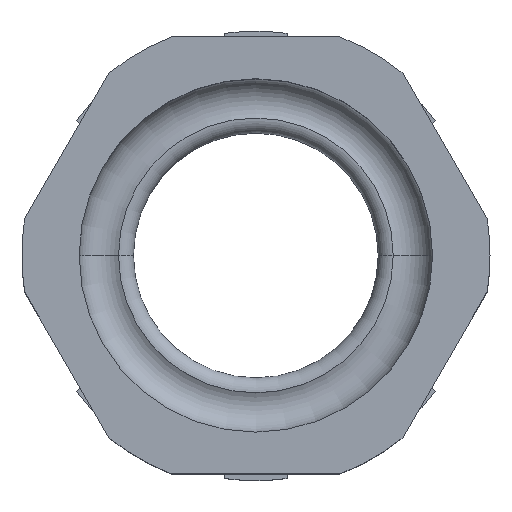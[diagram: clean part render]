
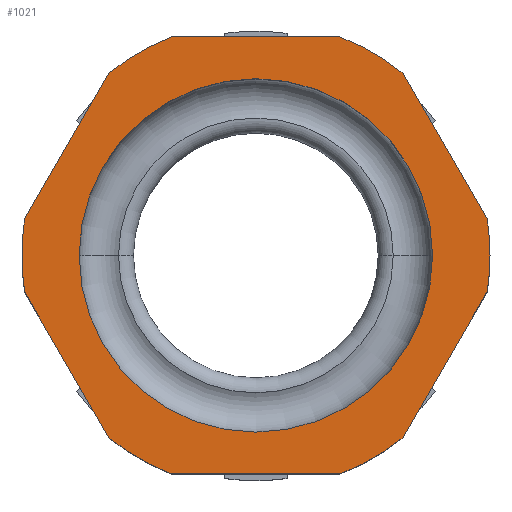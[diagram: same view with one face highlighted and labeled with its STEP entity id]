
A CAD part, top view. The second image highlights one B-rep face of the part: STEP entity #1021.
In plain terms, the highlighted planar face has unit normal (0, 0, 1).
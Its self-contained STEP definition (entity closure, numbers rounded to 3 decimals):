
#12 = VECTOR ( 'NONE', #557, 1000. ) ;
#26 = VECTOR ( 'NONE', #548, 1000. ) ;
#42 = VECTOR ( 'NONE', #566, 1000. ) ;
#131 = VECTOR ( 'NONE', #539, 1000. ) ;
#144 = AXIS2_PLACEMENT_3D ( 'NONE', #2291, #2657, #2656 ) ;
#145 = AXIS2_PLACEMENT_3D ( 'NONE', #1621, #1622, #1623 ) ;
#326 = AXIS2_PLACEMENT_3D ( 'NONE', #2446, #2445, #2444 ) ;
#333 = FACE_BOUND ( 'NONE', #800, .T. ) ;
#336 = VECTOR ( 'NONE', #572, 1000. ) ;
#341 = FACE_OUTER_BOUND ( 'NONE', #801, .T. ) ;
#387 = EDGE_CURVE ( 'NONE', #892, #1361, #2347, .T. ) ;
#388 = EDGE_CURVE ( 'NONE', #1359, #1360, #2346, .T. ) ;
#389 = EDGE_CURVE ( 'NONE', #1357, #1358, #2345, .T. ) ;
#390 = EDGE_CURVE ( 'NONE', #1355, #1356, #2344, .T. ) ;
#391 = EDGE_CURVE ( 'NONE', #1353, #1354, #2343, .T. ) ;
#392 = EDGE_CURVE ( 'NONE', #1362, #1352, #2342, .T. ) ;
#393 = EDGE_CURVE ( 'NONE', #889, #888, #2341, .T. ) ;
#394 = EDGE_CURVE ( 'NONE', #1361, #1362, #583, .T. ) ;
#397 = EDGE_CURVE ( 'NONE', #1360, #893, #574, .T. ) ;
#399 = EDGE_CURVE ( 'NONE', #1358, #1359, #568, .T. ) ;
#402 = EDGE_CURVE ( 'NONE', #1356, #1357, #559, .T. ) ;
#405 = EDGE_CURVE ( 'NONE', #1354, #1355, #550, .T. ) ;
#408 = EDGE_CURVE ( 'NONE', #1352, #1353, #541, .T. ) ;
#539 = DIRECTION ( 'NONE',  ( -1., 0., 0. ) ) ;
#540 = CARTESIAN_POINT ( 'NONE',  ( 10.104, 17.5, 36. ) ) ;
#541 = LINE ( 'NONE', #540, #131 ) ;
#548 = DIRECTION ( 'NONE',  ( -0.5, -0.866, 0. ) ) ;
#549 = CARTESIAN_POINT ( 'NONE',  ( -10.104, 17.5, 36. ) ) ;
#550 = LINE ( 'NONE', #549, #26 ) ;
#557 = DIRECTION ( 'NONE',  ( 0.5, -0.866, 0. ) ) ;
#558 = CARTESIAN_POINT ( 'NONE',  ( -20.207, 0., 36. ) ) ;
#559 = LINE ( 'NONE', #558, #12 ) ;
#566 = DIRECTION ( 'NONE',  ( 1., 0., 0. ) ) ;
#567 = CARTESIAN_POINT ( 'NONE',  ( -10.104, -17.5, 36. ) ) ;
#568 = LINE ( 'NONE', #567, #42 ) ;
#572 = DIRECTION ( 'NONE',  ( 0.5, 0.866, 0. ) ) ;
#573 = CARTESIAN_POINT ( 'NONE',  ( 10.104, -17.5, 36. ) ) ;
#574 = LINE ( 'NONE', #573, #336 ) ;
#581 = DIRECTION ( 'NONE',  ( -0.5, 0.866, 0. ) ) ;
#582 = CARTESIAN_POINT ( 'NONE',  ( 20.207, 0., 36. ) ) ;
#583 = LINE ( 'NONE', #582, #2172 ) ;
#585 = DIRECTION ( 'NONE',  ( 1., 0., 0. ) ) ;
#586 = DIRECTION ( 'NONE',  ( 0., 0., 1. ) ) ;
#587 = CARTESIAN_POINT ( 'NONE',  ( 0., 0., 36. ) ) ;
#588 = DIRECTION ( 'NONE',  ( 1., 0., 0. ) ) ;
#589 = DIRECTION ( 'NONE',  ( 0., 0., 1. ) ) ;
#590 = CARTESIAN_POINT ( 'NONE',  ( 0., 0., 36. ) ) ;
#591 = DIRECTION ( 'NONE',  ( 1., 0., 0. ) ) ;
#592 = DIRECTION ( 'NONE',  ( 0., 0., 1. ) ) ;
#593 = CARTESIAN_POINT ( 'NONE',  ( 0., 0., 36. ) ) ;
#594 = DIRECTION ( 'NONE',  ( 1., 0., 0. ) ) ;
#595 = DIRECTION ( 'NONE',  ( 0., 0., 1. ) ) ;
#596 = CARTESIAN_POINT ( 'NONE',  ( 0., 0., 36. ) ) ;
#597 = DIRECTION ( 'NONE',  ( 1., 0., 0. ) ) ;
#598 = DIRECTION ( 'NONE',  ( 0., 0., 1. ) ) ;
#599 = CARTESIAN_POINT ( 'NONE',  ( 0., 0., 36. ) ) ;
#600 = DIRECTION ( 'NONE',  ( 1., 0., 0. ) ) ;
#601 = DIRECTION ( 'NONE',  ( 0., 0., 1. ) ) ;
#602 = CARTESIAN_POINT ( 'NONE',  ( 0., 0., 36. ) ) ;
#603 = DIRECTION ( 'NONE',  ( 1., 0., 0. ) ) ;
#604 = DIRECTION ( 'NONE',  ( 0., 0., 1. ) ) ;
#608 = CARTESIAN_POINT ( 'NONE',  ( 0., 0., 36. ) ) ;
#800 = EDGE_LOOP ( 'NONE', ( #1158, #1154 ) ) ;
#801 = EDGE_LOOP ( 'NONE', ( #1156, #1153, #1155, #1152, #1151, #1150, #1149, #1148, #1147, #1146, #1144, #1143, #1145 ) ) ;
#888 = VERTEX_POINT ( 'NONE', #2626 ) ;
#889 = VERTEX_POINT ( 'NONE', #2625 ) ;
#892 = VERTEX_POINT ( 'NONE', #2622 ) ;
#893 = VERTEX_POINT ( 'NONE', #2621 ) ;
#960 = CIRCLE ( 'NONE', #145, 18.75 ) ;
#1021 = ADVANCED_FACE ( 'NONE', ( #333, #341 ), #2447, .T. ) ;
#1143 = ORIENTED_EDGE ( 'NONE', *, *, #2948, .T. ) ;
#1144 = ORIENTED_EDGE ( 'NONE', *, *, #397, .T. ) ;
#1145 = ORIENTED_EDGE ( 'NONE', *, *, #387, .T. ) ;
#1146 = ORIENTED_EDGE ( 'NONE', *, *, #388, .T. ) ;
#1147 = ORIENTED_EDGE ( 'NONE', *, *, #399, .T. ) ;
#1148 = ORIENTED_EDGE ( 'NONE', *, *, #389, .T. ) ;
#1149 = ORIENTED_EDGE ( 'NONE', *, *, #402, .T. ) ;
#1150 = ORIENTED_EDGE ( 'NONE', *, *, #390, .T. ) ;
#1151 = ORIENTED_EDGE ( 'NONE', *, *, #405, .T. ) ;
#1152 = ORIENTED_EDGE ( 'NONE', *, *, #391, .T. ) ;
#1153 = ORIENTED_EDGE ( 'NONE', *, *, #392, .T. ) ;
#1154 = ORIENTED_EDGE ( 'NONE', *, *, #2943, .F. ) ;
#1155 = ORIENTED_EDGE ( 'NONE', *, *, #408, .T. ) ;
#1156 = ORIENTED_EDGE ( 'NONE', *, *, #394, .T. ) ;
#1158 = ORIENTED_EDGE ( 'NONE', *, *, #393, .F. ) ;
#1352 = VERTEX_POINT ( 'NONE', #2857 ) ;
#1353 = VERTEX_POINT ( 'NONE', #2856 ) ;
#1354 = VERTEX_POINT ( 'NONE', #2855 ) ;
#1355 = VERTEX_POINT ( 'NONE', #2854 ) ;
#1356 = VERTEX_POINT ( 'NONE', #2853 ) ;
#1357 = VERTEX_POINT ( 'NONE', #2852 ) ;
#1358 = VERTEX_POINT ( 'NONE', #2851 ) ;
#1359 = VERTEX_POINT ( 'NONE', #2850 ) ;
#1360 = VERTEX_POINT ( 'NONE', #2849 ) ;
#1361 = VERTEX_POINT ( 'NONE', #2848 ) ;
#1362 = VERTEX_POINT ( 'NONE', #2847 ) ;
#1621 = CARTESIAN_POINT ( 'NONE',  ( 0., 0., 36. ) ) ;
#1622 = DIRECTION ( 'NONE',  ( 0., 0., 1. ) ) ;
#1623 = DIRECTION ( 'NONE',  ( 1., 0., 0. ) ) ;
#2172 = VECTOR ( 'NONE', #581, 1000. ) ;
#2175 = AXIS2_PLACEMENT_3D ( 'NONE', #587, #586, #585 ) ;
#2176 = AXIS2_PLACEMENT_3D ( 'NONE', #590, #589, #588 ) ;
#2177 = AXIS2_PLACEMENT_3D ( 'NONE', #602, #601, #600 ) ;
#2180 = AXIS2_PLACEMENT_3D ( 'NONE', #608, #604, #603 ) ;
#2181 = AXIS2_PLACEMENT_3D ( 'NONE', #599, #598, #597 ) ;
#2184 = AXIS2_PLACEMENT_3D ( 'NONE', #596, #595, #594 ) ;
#2185 = AXIS2_PLACEMENT_3D ( 'NONE', #593, #592, #591 ) ;
#2291 = CARTESIAN_POINT ( 'NONE',  ( 0., 0., 36. ) ) ;
#2294 = CIRCLE ( 'NONE', #144, 14.15 ) ;
#2341 = CIRCLE ( 'NONE', #2175, 14.15 ) ;
#2342 = CIRCLE ( 'NONE', #2176, 18.75 ) ;
#2343 = CIRCLE ( 'NONE', #2185, 18.75 ) ;
#2344 = CIRCLE ( 'NONE', #2184, 18.75 ) ;
#2345 = CIRCLE ( 'NONE', #2181, 18.75 ) ;
#2346 = CIRCLE ( 'NONE', #2177, 18.75 ) ;
#2347 = CIRCLE ( 'NONE', #2180, 18.75 ) ;
#2444 = DIRECTION ( 'NONE',  ( 1., 0., 0. ) ) ;
#2445 = DIRECTION ( 'NONE',  ( 0., 0., 1. ) ) ;
#2446 = CARTESIAN_POINT ( 'NONE',  ( 0., 0., 36. ) ) ;
#2447 = PLANE ( 'NONE',  #326 ) ;
#2621 = CARTESIAN_POINT ( 'NONE',  ( 18.521, -2.92, 36. ) ) ;
#2622 = CARTESIAN_POINT ( 'NONE',  ( 18.75, 0., 36. ) ) ;
#2625 = CARTESIAN_POINT ( 'NONE',  ( 14.15, 0., 36. ) ) ;
#2626 = CARTESIAN_POINT ( 'NONE',  ( -14.15, 0., 36. ) ) ;
#2656 = DIRECTION ( 'NONE',  ( 1., 0., 0. ) ) ;
#2657 = DIRECTION ( 'NONE',  ( 0., 0., 1. ) ) ;
#2847 = CARTESIAN_POINT ( 'NONE',  ( 11.79, 14.58, 36. ) ) ;
#2848 = CARTESIAN_POINT ( 'NONE',  ( 18.521, 2.92, 36. ) ) ;
#2849 = CARTESIAN_POINT ( 'NONE',  ( 11.79, -14.58, 36. ) ) ;
#2850 = CARTESIAN_POINT ( 'NONE',  ( 6.731, -17.5, 36. ) ) ;
#2851 = CARTESIAN_POINT ( 'NONE',  ( -6.731, -17.5, 36. ) ) ;
#2852 = CARTESIAN_POINT ( 'NONE',  ( -11.79, -14.58, 36. ) ) ;
#2853 = CARTESIAN_POINT ( 'NONE',  ( -18.521, -2.92, 36. ) ) ;
#2854 = CARTESIAN_POINT ( 'NONE',  ( -18.521, 2.92, 36. ) ) ;
#2855 = CARTESIAN_POINT ( 'NONE',  ( -11.79, 14.58, 36. ) ) ;
#2856 = CARTESIAN_POINT ( 'NONE',  ( -6.731, 17.5, 36. ) ) ;
#2857 = CARTESIAN_POINT ( 'NONE',  ( 6.731, 17.5, 36. ) ) ;
#2943 = EDGE_CURVE ( 'NONE', #888, #889, #2294, .T. ) ;
#2948 = EDGE_CURVE ( 'NONE', #893, #892, #960, .T. ) ;
